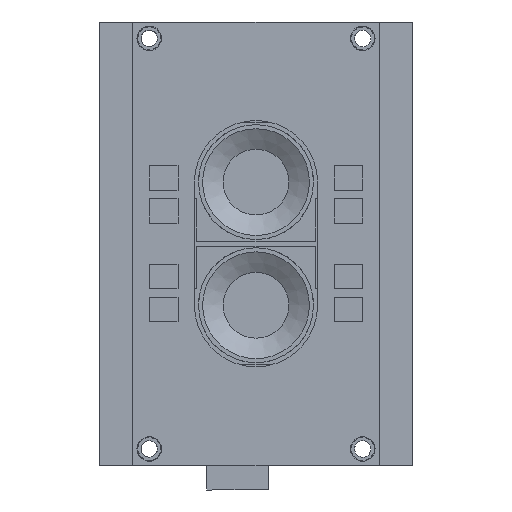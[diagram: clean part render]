
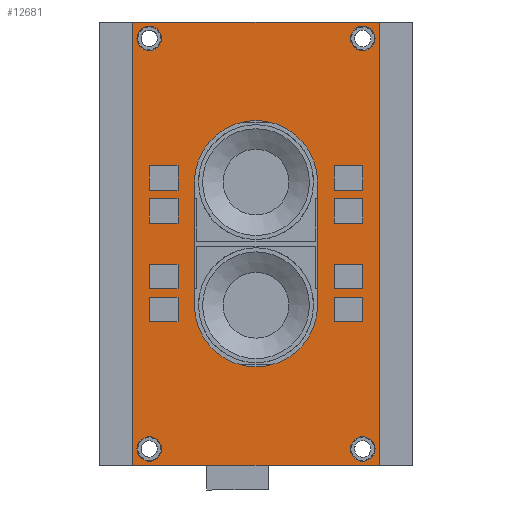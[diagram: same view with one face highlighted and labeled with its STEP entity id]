
A CAD part, front view. The second image highlights one B-rep face of the part: STEP entity #12681.
In plain terms, the highlighted face is planar.
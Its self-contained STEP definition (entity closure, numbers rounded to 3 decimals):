
#1470=FACE_BOUND('',#3332,.T.);
#1471=FACE_BOUND('',#3333,.T.);
#1472=FACE_BOUND('',#3334,.T.);
#1473=FACE_BOUND('',#3335,.T.);
#1474=FACE_BOUND('',#3336,.T.);
#2005=CIRCLE('',#13902,1.5);
#2007=CIRCLE('',#13905,1.5);
#2009=CIRCLE('',#13908,1.5);
#2011=CIRCLE('',#13911,1.5);
#2012=CIRCLE('',#13917,7.5);
#2013=CIRCLE('',#13918,7.5);
#2620=FACE_OUTER_BOUND('',#3331,.T.);
#3331=EDGE_LOOP('',(#11498,#11499,#11500,#11501));
#3332=EDGE_LOOP('',(#11502,#11503,#11504,#11505));
#3333=EDGE_LOOP('',(#11506));
#3334=EDGE_LOOP('',(#11507));
#3335=EDGE_LOOP('',(#11508));
#3336=EDGE_LOOP('',(#11509));
#4127=LINE('',#41030,#4993);
#4131=LINE('',#41037,#4997);
#4134=LINE('',#41043,#5000);
#4136=LINE('',#41046,#5002);
#4137=LINE('',#41050,#5003);
#4138=LINE('',#41054,#5004);
#4993=VECTOR('',#16895,1000.);
#4997=VECTOR('',#16901,1000.);
#5000=VECTOR('',#16906,1000.);
#5002=VECTOR('',#16910,1000.);
#5003=VECTOR('',#16913,1000.);
#5004=VECTOR('',#16916,1000.);
#6248=VERTEX_POINT('',#41002);
#6250=VERTEX_POINT('',#41008);
#6252=VERTEX_POINT('',#41014);
#6254=VERTEX_POINT('',#41020);
#6257=VERTEX_POINT('',#41027);
#6258=VERTEX_POINT('',#41029);
#6260=VERTEX_POINT('',#41035);
#6262=VERTEX_POINT('',#41041);
#6263=VERTEX_POINT('',#41048);
#6264=VERTEX_POINT('',#41049);
#6265=VERTEX_POINT('',#41051);
#6266=VERTEX_POINT('',#41053);
#8014=EDGE_CURVE('',#6248,#6248,#2005,.T.);
#8017=EDGE_CURVE('',#6250,#6250,#2007,.T.);
#8020=EDGE_CURVE('',#6252,#6252,#2009,.T.);
#8023=EDGE_CURVE('',#6254,#6254,#2011,.T.);
#8026=EDGE_CURVE('',#6258,#6257,#4127,.T.);
#8030=EDGE_CURVE('',#6257,#6260,#4131,.T.);
#8033=EDGE_CURVE('',#6260,#6262,#4134,.T.);
#8035=EDGE_CURVE('',#6262,#6258,#4136,.T.);
#8036=EDGE_CURVE('',#6263,#6264,#4137,.T.);
#8037=EDGE_CURVE('',#6265,#6263,#2012,.T.);
#8038=EDGE_CURVE('',#6266,#6265,#4138,.T.);
#8039=EDGE_CURVE('',#6264,#6266,#2013,.T.);
#11498=ORIENTED_EDGE('',*,*,#8026,.T.);
#11499=ORIENTED_EDGE('',*,*,#8030,.T.);
#11500=ORIENTED_EDGE('',*,*,#8033,.T.);
#11501=ORIENTED_EDGE('',*,*,#8035,.T.);
#11502=ORIENTED_EDGE('',*,*,#8036,.F.);
#11503=ORIENTED_EDGE('',*,*,#8037,.F.);
#11504=ORIENTED_EDGE('',*,*,#8038,.F.);
#11505=ORIENTED_EDGE('',*,*,#8039,.F.);
#11506=ORIENTED_EDGE('',*,*,#8014,.F.);
#11507=ORIENTED_EDGE('',*,*,#8017,.F.);
#11508=ORIENTED_EDGE('',*,*,#8020,.F.);
#11509=ORIENTED_EDGE('',*,*,#8023,.F.);
#12033=PLANE('',#13916);
#12681=ADVANCED_FACE('',(#2620,#1470,#1471,#1472,#1473,#1474),#12033,.F.);
#13902=AXIS2_PLACEMENT_3D('',#41004,#16868,#16869);
#13905=AXIS2_PLACEMENT_3D('',#41010,#16875,#16876);
#13908=AXIS2_PLACEMENT_3D('',#41016,#16882,#16883);
#13911=AXIS2_PLACEMENT_3D('',#41022,#16889,#16890);
#13916=AXIS2_PLACEMENT_3D('',#41047,#16911,#16912);
#13917=AXIS2_PLACEMENT_3D('',#41052,#16914,#16915);
#13918=AXIS2_PLACEMENT_3D('',#41055,#16917,#16918);
#16868=DIRECTION('center_axis',(0.,1.,0.));
#16869=DIRECTION('ref_axis',(0.,0.,-1.));
#16875=DIRECTION('center_axis',(0.,1.,0.));
#16876=DIRECTION('ref_axis',(0.,0.,-1.));
#16882=DIRECTION('center_axis',(0.,1.,0.));
#16883=DIRECTION('ref_axis',(0.,0.,1.));
#16889=DIRECTION('center_axis',(0.,1.,0.));
#16890=DIRECTION('ref_axis',(0.,0.,1.));
#16895=DIRECTION('',(0.,0.,-1.));
#16901=DIRECTION('',(-1.,0.,0.));
#16906=DIRECTION('',(0.,0.,1.));
#16910=DIRECTION('',(1.,0.,0.));
#16911=DIRECTION('center_axis',(0.,-1.,0.));
#16912=DIRECTION('ref_axis',(0.,0.,-1.));
#16913=DIRECTION('',(1.,0.,0.));
#16914=DIRECTION('center_axis',(0.,1.,0.));
#16915=DIRECTION('ref_axis',(0.,0.,1.));
#16916=DIRECTION('',(-1.,0.,0.));
#16917=DIRECTION('center_axis',(0.,1.,0.));
#16918=DIRECTION('ref_axis',(0.,0.,-1.));
#41002=CARTESIAN_POINT('',(-25.,1.6,11.5));
#41004=CARTESIAN_POINT('Origin',(-25.,1.6,13.));
#41008=CARTESIAN_POINT('',(25.,1.6,-14.5));
#41010=CARTESIAN_POINT('Origin',(25.,1.6,-13.));
#41014=CARTESIAN_POINT('',(25.,1.6,11.5));
#41016=CARTESIAN_POINT('Origin',(25.,1.6,13.));
#41020=CARTESIAN_POINT('',(-25.,1.6,-14.5));
#41022=CARTESIAN_POINT('Origin',(-25.,1.6,-13.));
#41027=CARTESIAN_POINT('',(27.,1.6,-15.));
#41029=CARTESIAN_POINT('',(27.,1.6,15.));
#41030=CARTESIAN_POINT('',(27.,1.6,15.));
#41035=CARTESIAN_POINT('',(-27.,1.6,-15.));
#41037=CARTESIAN_POINT('',(-27.,1.6,-15.));
#41041=CARTESIAN_POINT('',(-27.,1.6,15.));
#41043=CARTESIAN_POINT('',(-27.,1.6,15.));
#41046=CARTESIAN_POINT('',(-27.,1.6,15.));
#41047=CARTESIAN_POINT('Origin',(0.,1.6,0.));
#41048=CARTESIAN_POINT('',(-7.5,1.6,7.5));
#41049=CARTESIAN_POINT('',(7.5,1.6,7.5));
#41050=CARTESIAN_POINT('',(7.5,1.6,7.5));
#41051=CARTESIAN_POINT('',(-7.5,1.6,-7.5));
#41052=CARTESIAN_POINT('Origin',(-7.5,1.6,0.));
#41053=CARTESIAN_POINT('',(7.5,1.6,-7.5));
#41054=CARTESIAN_POINT('',(-7.5,1.6,-7.5));
#41055=CARTESIAN_POINT('Origin',(7.5,1.6,0.));
